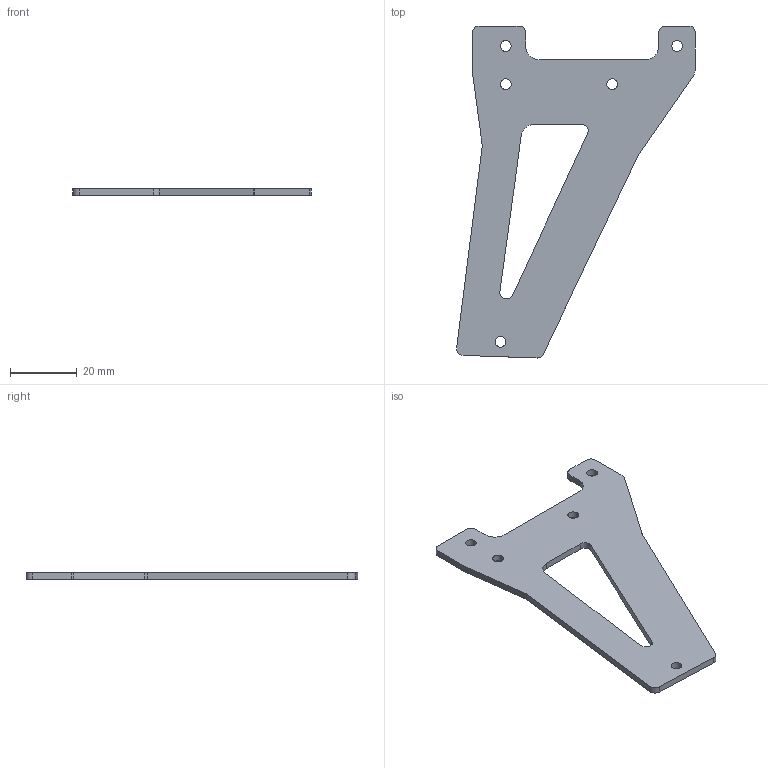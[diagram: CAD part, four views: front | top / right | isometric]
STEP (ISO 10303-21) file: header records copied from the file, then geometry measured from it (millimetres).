
FILE_DESCRIPTION (( 'STEP AP214' ), '1' );
FILE_NAME ('02-011-10 rear bow support.STEP', '2025-11-10T17:35:02', ( '' ), ( '' ), 'SwSTEP 2.0', 'SolidWorks 2020', '' );
FILE_SCHEMA (( 'AUTOMOTIVE_DESIGN' ));
Length unit declared in the file: millimetre
Products named in the file (1): 02-011-10 rear bow support
Bounding box: 71.76 x 99.79 x 2 mm (x, y, z)
Volume: 6978.1 mm3; surface area: 7972.8 mm2
Topology: 1 solids, 1 shells, 37 faces, 105 edges, 70 vertices
Faces by surface type: cylinder 20, plane 17
Full cylindrical faces by diameter (mm): 3.25 x5
Entity records: 1252 total; most frequent: DIRECTION 216, CARTESIAN_POINT 208, ORIENTED_EDGE 200, EDGE_CURVE 100, AXIS2_PLACEMENT_3D 78, VERTEX_POINT 70, VECTOR 60, LINE 60
